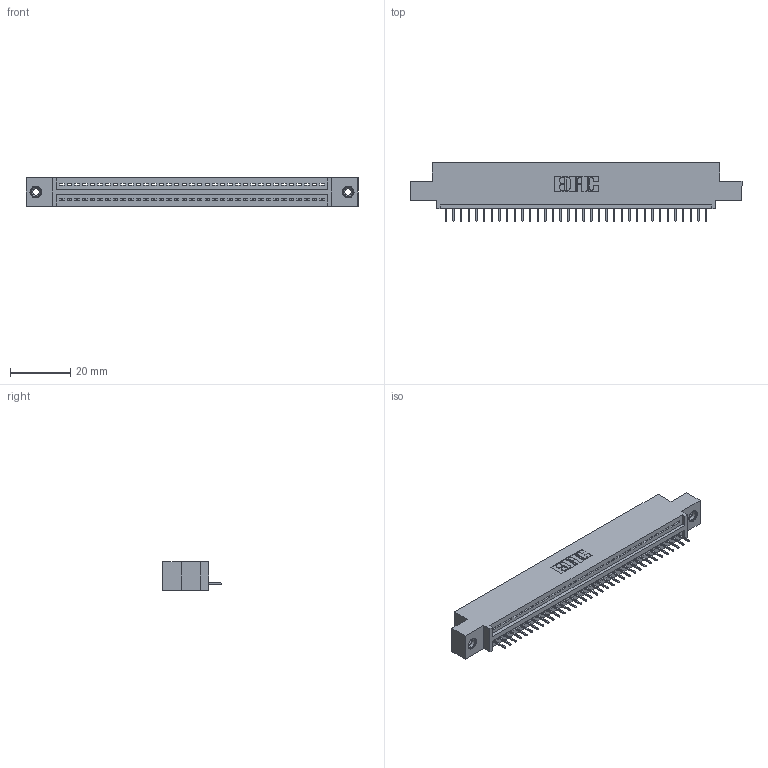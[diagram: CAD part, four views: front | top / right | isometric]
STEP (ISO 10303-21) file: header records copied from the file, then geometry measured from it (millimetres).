
FILE_DESCRIPTION (( 'STEP AP203' ), '1' );
FILE_NAME ('345-035-524-408.STEP', '2018-08-29T06:28:54', ( '' ), ( '' ), 'SwSTEP 2.0', 'SolidWorks 2016', '' );
FILE_SCHEMA (( 'CONFIG_CONTROL_DESIGN' ));
Length unit declared in the file: inch
Products named in the file (4): 345-292-001_345-293-124; 345-250-001_345-250-003-102; 345-035-524-408; 345 Part_0.110 Offset - 0.156 Dia-TI
Assembly tree (38 placements, depth 2):
  345-035-524-408
    345 Part_0.110 Offset - 0.156 Dia-TI
    345-292-001_345-293-124  x35
    345-250-001_345-250-003-102  x2
Bounding box: 110.11 x 19.35 x 9.4 mm (x, y, z)
Volume: 10182.8 mm3; surface area: 13095.8 mm2
Topology: 38 solids, 38 shells, 2360 faces, 6789 edges, 4378 vertices
Faces by surface type: plane 1726, cylinder 618, cone 12, torus 4
Entity records: 28676 total; most frequent: CARTESIAN_POINT 4948, ORIENTED_EDGE 4910, DIRECTION 4359, EDGE_CURVE 2455, LINE 2167, VECTOR 2167, VERTEX_POINT 1628, AXIS2_PLACEMENT_3D 1096
